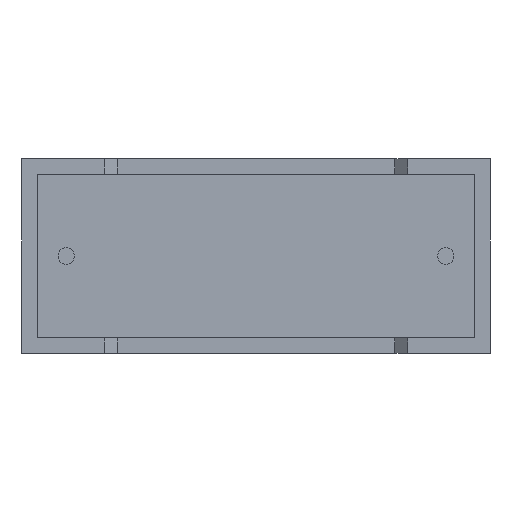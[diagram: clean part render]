
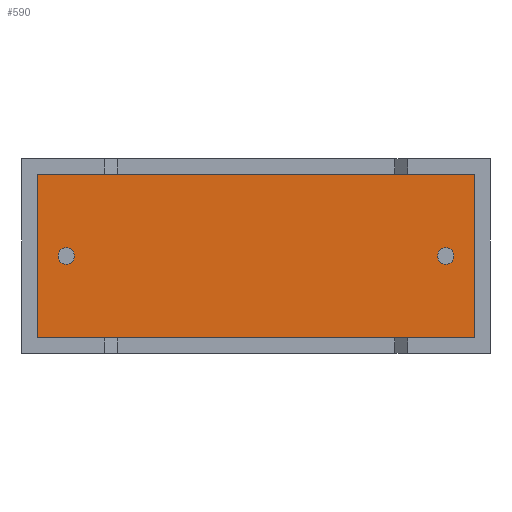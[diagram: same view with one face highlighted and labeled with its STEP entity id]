
A CAD part, front view. The second image highlights one B-rep face of the part: STEP entity #590.
In plain terms, the highlighted planar face has unit normal (0, -1, 0).
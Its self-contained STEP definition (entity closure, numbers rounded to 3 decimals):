
#25 = DIRECTION ( 'NONE',  ( 0., -1., 0. ) ) ;
#26 = CIRCLE ( 'NONE', #71, 0.325 ) ;
#35 = AXIS2_PLACEMENT_3D ( 'NONE', #41, #1947, #2178 ) ;
#41 = CARTESIAN_POINT ( 'NONE',  ( 1.75, 0.75, 3.85 ) ) ;
#71 = AXIS2_PLACEMENT_3D ( 'NONE', #681, #458, #1637 ) ;
#83 = FACE_OUTER_BOUND ( 'NONE', #475, .T. ) ;
#108 = CARTESIAN_POINT ( 'NONE',  ( 17.883, 0.75, 7.083 ) ) ;
#271 = DIRECTION ( 'NONE',  ( 0., 0., -1. ) ) ;
#356 = VERTEX_POINT ( 'NONE', #2384 ) ;
#458 = DIRECTION ( 'NONE',  ( 0., -1., 0. ) ) ;
#461 = DIRECTION ( 'NONE',  ( 0., 0., -1. ) ) ;
#475 = EDGE_LOOP ( 'NONE', ( #2326, #1983, #2882, #2119 ) ) ;
#494 = PLANE ( 'NONE',  #2964 ) ;
#530 = ORIENTED_EDGE ( 'NONE', *, *, #2474, .F. ) ;
#564 = EDGE_CURVE ( 'NONE', #2088, #1412, #1157, .T. ) ;
#590 = ADVANCED_FACE ( 'NONE', ( #2930, #83, #1728 ), #494, .T. ) ;
#643 = EDGE_CURVE ( 'NONE', #356, #1019, #772, .T. ) ;
#662 = CARTESIAN_POINT ( 'NONE',  ( 16.75, 0.75, 3.525 ) ) ;
#681 = CARTESIAN_POINT ( 'NONE',  ( 1.75, 0.75, 3.85 ) ) ;
#730 = VECTOR ( 'NONE', #1415, 1000. ) ;
#737 = DIRECTION ( 'NONE',  ( 1., 0., 0. ) ) ;
#772 = CIRCLE ( 'NONE', #35, 0.325 ) ;
#923 = AXIS2_PLACEMENT_3D ( 'NONE', #2109, #2794, #461 ) ;
#1019 = VERTEX_POINT ( 'NONE', #2939 ) ;
#1106 = CARTESIAN_POINT ( 'NONE',  ( 17.883, 0.75, 7.083 ) ) ;
#1126 = LINE ( 'NONE', #2761, #2009 ) ;
#1133 = DIRECTION ( 'NONE',  ( 0., -1., 0. ) ) ;
#1135 = EDGE_CURVE ( 'NONE', #1412, #2061, #2573, .T. ) ;
#1157 = LINE ( 'NONE', #1106, #1538 ) ;
#1229 = CIRCLE ( 'NONE', #923, 0.325 ) ;
#1284 = EDGE_LOOP ( 'NONE', ( #530, #2076 ) ) ;
#1301 = CARTESIAN_POINT ( 'NONE',  ( 0.617, 0.75, 0.617 ) ) ;
#1412 = VERTEX_POINT ( 'NONE', #1904 ) ;
#1415 = DIRECTION ( 'NONE',  ( 0., 0., -1. ) ) ;
#1432 = CARTESIAN_POINT ( 'NONE',  ( 17.883, 0.75, 0.617 ) ) ;
#1457 = EDGE_CURVE ( 'NONE', #2419, #1477, #2194, .T. ) ;
#1477 = VERTEX_POINT ( 'NONE', #1986 ) ;
#1538 = VECTOR ( 'NONE', #2525, 1000. ) ;
#1609 = CARTESIAN_POINT ( 'NONE',  ( 0.617, 0.75, 7.083 ) ) ;
#1637 = DIRECTION ( 'NONE',  ( 0., 0., -1. ) ) ;
#1683 = EDGE_CURVE ( 'NONE', #2778, #2088, #1126, .T. ) ;
#1728 = FACE_BOUND ( 'NONE', #1284, .T. ) ;
#1780 = DIRECTION ( 'NONE',  ( 0., 0., 1. ) ) ;
#1904 = CARTESIAN_POINT ( 'NONE',  ( 0.617, 0.75, 7.083 ) ) ;
#1947 = DIRECTION ( 'NONE',  ( 0., -1., 0. ) ) ;
#1983 = ORIENTED_EDGE ( 'NONE', *, *, #2005, .T. ) ;
#1986 = CARTESIAN_POINT ( 'NONE',  ( 16.75, 0.75, 4.175 ) ) ;
#2005 = EDGE_CURVE ( 'NONE', #2061, #2778, #2437, .T. ) ;
#2009 = VECTOR ( 'NONE', #1780, 1000. ) ;
#2061 = VERTEX_POINT ( 'NONE', #1301 ) ;
#2067 = DIRECTION ( 'NONE',  ( 0., 0., -1. ) ) ;
#2076 = ORIENTED_EDGE ( 'NONE', *, *, #643, .F. ) ;
#2088 = VERTEX_POINT ( 'NONE', #108 ) ;
#2109 = CARTESIAN_POINT ( 'NONE',  ( 16.75, 0.75, 3.85 ) ) ;
#2119 = ORIENTED_EDGE ( 'NONE', *, *, #564, .T. ) ;
#2178 = DIRECTION ( 'NONE',  ( 0., 0., -1. ) ) ;
#2192 = EDGE_CURVE ( 'NONE', #1477, #2419, #1229, .T. ) ;
#2194 = CIRCLE ( 'NONE', #2343, 0.325 ) ;
#2269 = ORIENTED_EDGE ( 'NONE', *, *, #2192, .F. ) ;
#2298 = CARTESIAN_POINT ( 'NONE',  ( 16.75, 0.75, 3.85 ) ) ;
#2326 = ORIENTED_EDGE ( 'NONE', *, *, #1135, .T. ) ;
#2343 = AXIS2_PLACEMENT_3D ( 'NONE', #2298, #1133, #2067 ) ;
#2380 = CARTESIAN_POINT ( 'NONE',  ( 0., 0.75, 0. ) ) ;
#2382 = ORIENTED_EDGE ( 'NONE', *, *, #1457, .F. ) ;
#2384 = CARTESIAN_POINT ( 'NONE',  ( 1.75, 0.75, 3.525 ) ) ;
#2419 = VERTEX_POINT ( 'NONE', #662 ) ;
#2437 = LINE ( 'NONE', #2863, #2445 ) ;
#2445 = VECTOR ( 'NONE', #737, 1000. ) ;
#2474 = EDGE_CURVE ( 'NONE', #1019, #356, #26, .T. ) ;
#2525 = DIRECTION ( 'NONE',  ( -1., 0., 0. ) ) ;
#2573 = LINE ( 'NONE', #1609, #730 ) ;
#2611 = EDGE_LOOP ( 'NONE', ( #2269, #2382 ) ) ;
#2761 = CARTESIAN_POINT ( 'NONE',  ( 17.883, 0.75, 0.617 ) ) ;
#2778 = VERTEX_POINT ( 'NONE', #1432 ) ;
#2794 = DIRECTION ( 'NONE',  ( 0., -1., 0. ) ) ;
#2863 = CARTESIAN_POINT ( 'NONE',  ( 0.617, 0.75, 0.617 ) ) ;
#2882 = ORIENTED_EDGE ( 'NONE', *, *, #1683, .T. ) ;
#2930 = FACE_BOUND ( 'NONE', #2611, .T. ) ;
#2939 = CARTESIAN_POINT ( 'NONE',  ( 1.75, 0.75, 4.175 ) ) ;
#2964 = AXIS2_PLACEMENT_3D ( 'NONE', #2380, #25, #271 ) ;
